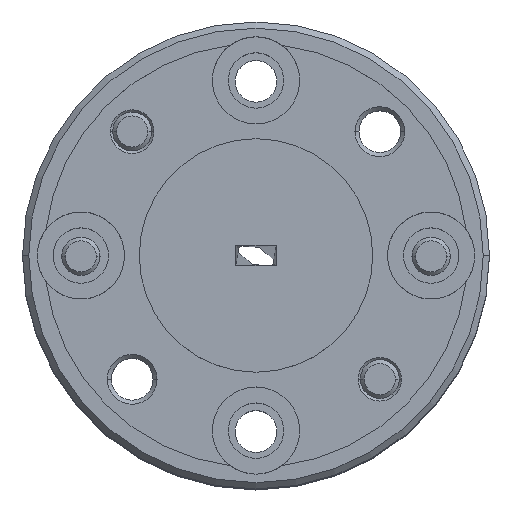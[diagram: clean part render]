
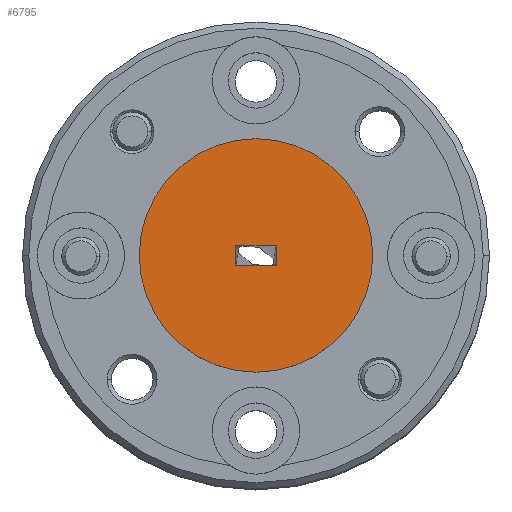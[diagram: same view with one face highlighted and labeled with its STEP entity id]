
A CAD part, top view. The second image highlights one B-rep face of the part: STEP entity #6795.
In plain terms, the highlighted planar face has unit normal (0, 0, 1).
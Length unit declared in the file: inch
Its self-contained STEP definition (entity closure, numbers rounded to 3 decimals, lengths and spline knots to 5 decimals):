
#252 = CARTESIAN_POINT ( 'NONE',  ( 3.76803, 0.02124, 0.74958 ) ) ;
#267 = VECTOR ( 'NONE', #6935, 39.37008 ) ;
#721 = EDGE_LOOP ( 'NONE', ( #4542, #2045, #5881, #3398 ) ) ;
#729 = CIRCLE ( 'NONE', #2214, 0.1875 ) ;
#956 = CARTESIAN_POINT ( 'NONE',  ( 3.80053, 0.00499, 0.74958 ) ) ;
#966 = CARTESIAN_POINT ( 'NONE',  ( 3.76803, 0.02124, 0.74958 ) ) ;
#1239 = VECTOR ( 'NONE', #4267, 39.37008 ) ;
#1246 = CARTESIAN_POINT ( 'NONE',  ( 3.80053, 0.00499, 0.74958 ) ) ;
#1307 = VERTEX_POINT ( 'NONE', #6972 ) ;
#1321 = CARTESIAN_POINT ( 'NONE',  ( 3.80053, 0.00499, 0.74958 ) ) ;
#1360 = EDGE_CURVE ( 'NONE', #7455, #4114, #3383, .T. ) ;
#1557 = EDGE_CURVE ( 'NONE', #5389, #7455, #6121, .T. ) ;
#1575 = CARTESIAN_POINT ( 'NONE',  ( 3.83303, -0.01126, 0.74958 ) ) ;
#1779 = VERTEX_POINT ( 'NONE', #3208 ) ;
#1805 = VECTOR ( 'NONE', #7413, 39.37008 ) ;
#2004 = EDGE_CURVE ( 'NONE', #4114, #1779, #4174, .T. ) ;
#2045 = ORIENTED_EDGE ( 'NONE', *, *, #1360, .F. ) ;
#2129 = DIRECTION ( 'NONE',  ( 1., 0., 0. ) ) ;
#2165 = FACE_BOUND ( 'NONE', #721, .T. ) ;
#2210 = CARTESIAN_POINT ( 'NONE',  ( 3.98803, 0.00499, 0.74958 ) ) ;
#2214 = AXIS2_PLACEMENT_3D ( 'NONE', #1246, #6516, #3007 ) ;
#2263 = VECTOR ( 'NONE', #5455, 39.37008 ) ;
#2372 = AXIS2_PLACEMENT_3D ( 'NONE', #956, #5103, #2129 ) ;
#2375 = DIRECTION ( 'NONE',  ( 1., 0., 0. ) ) ;
#2551 = AXIS2_PLACEMENT_3D ( 'NONE', #1321, #7710, #2375 ) ;
#2761 = FACE_OUTER_BOUND ( 'NONE', #4366, .T. ) ;
#2850 = CARTESIAN_POINT ( 'NONE',  ( 3.76803, -0.01126, 0.74958 ) ) ;
#3007 = DIRECTION ( 'NONE',  ( 1., 0., 0. ) ) ;
#3105 = EDGE_CURVE ( 'NONE', #1779, #5389, #4362, .T. ) ;
#3208 = CARTESIAN_POINT ( 'NONE',  ( 3.83303, 0.02124, 0.74958 ) ) ;
#3314 = PLANE ( 'NONE',  #2372 ) ;
#3383 = LINE ( 'NONE', #2850, #267 ) ;
#3398 = ORIENTED_EDGE ( 'NONE', *, *, #3105, .F. ) ;
#3795 = CARTESIAN_POINT ( 'NONE',  ( 3.76803, 0.02124, 0.74958 ) ) ;
#4114 = VERTEX_POINT ( 'NONE', #1575 ) ;
#4174 = LINE ( 'NONE', #6517, #1239 ) ;
#4267 = DIRECTION ( 'NONE',  ( 0., 1., 0. ) ) ;
#4362 = LINE ( 'NONE', #3795, #1805 ) ;
#4366 = EDGE_LOOP ( 'NONE', ( #7053, #7051 ) ) ;
#4468 = EDGE_CURVE ( 'NONE', #1307, #4986, #5779, .T. ) ;
#4542 = ORIENTED_EDGE ( 'NONE', *, *, #2004, .F. ) ;
#4658 = CARTESIAN_POINT ( 'NONE',  ( 3.76803, -0.01126, 0.74958 ) ) ;
#4836 = EDGE_CURVE ( 'NONE', #4986, #1307, #729, .T. ) ;
#4986 = VERTEX_POINT ( 'NONE', #2210 ) ;
#5103 = DIRECTION ( 'NONE',  ( 0., 0., 1. ) ) ;
#5389 = VERTEX_POINT ( 'NONE', #966 ) ;
#5455 = DIRECTION ( 'NONE',  ( 0., -1., 0. ) ) ;
#5779 = CIRCLE ( 'NONE', #2551, 0.1875 ) ;
#5881 = ORIENTED_EDGE ( 'NONE', *, *, #1557, .F. ) ;
#6121 = LINE ( 'NONE', #252, #2263 ) ;
#6516 = DIRECTION ( 'NONE',  ( 0., 0., 1. ) ) ;
#6517 = CARTESIAN_POINT ( 'NONE',  ( 3.83303, 0.02124, 0.74958 ) ) ;
#6795 = ADVANCED_FACE ( 'NONE', ( #2165, #2761 ), #3314, .T. ) ;
#6935 = DIRECTION ( 'NONE',  ( 1., 0., 0. ) ) ;
#6972 = CARTESIAN_POINT ( 'NONE',  ( 3.61303, 0.00499, 0.74958 ) ) ;
#7051 = ORIENTED_EDGE ( 'NONE', *, *, #4468, .T. ) ;
#7053 = ORIENTED_EDGE ( 'NONE', *, *, #4836, .T. ) ;
#7413 = DIRECTION ( 'NONE',  ( -1., 0., 0. ) ) ;
#7455 = VERTEX_POINT ( 'NONE', #4658 ) ;
#7710 = DIRECTION ( 'NONE',  ( 0., 0., 1. ) ) ;
